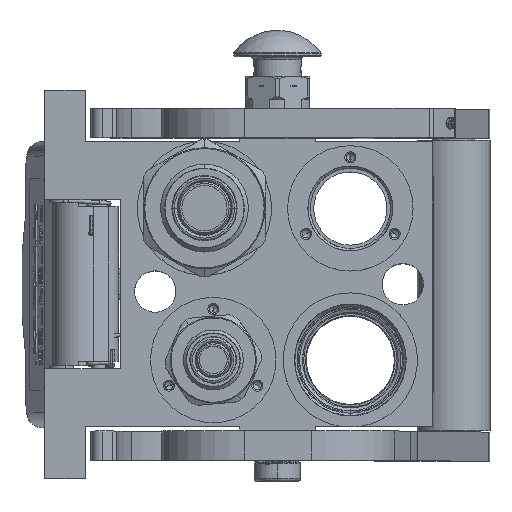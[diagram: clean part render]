
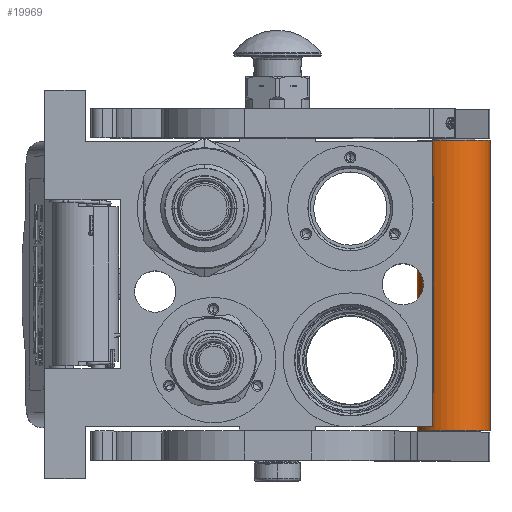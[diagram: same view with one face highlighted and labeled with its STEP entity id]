
A CAD part, top view. The second image highlights one B-rep face of the part: STEP entity #19969.
In plain terms, the highlighted cylindrical face has radius 12.5 mm (diameter 25 mm), a partial arc.
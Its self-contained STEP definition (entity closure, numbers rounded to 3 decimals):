
#296 = CARTESIAN_POINT ( 'NONE',  ( 5.25, -12.5, 0. ) ) ;
#2040 = VECTOR ( 'NONE', #83398, 1000. ) ;
#5856 = LINE ( 'NONE', #79729, #132023 ) ;
#17693 = CARTESIAN_POINT ( 'NONE',  ( 5.25, -12.5, 0. ) ) ;
#19969 = ADVANCED_FACE ( 'NONE', ( #33300 ), #38317, .T. ) ;
#21994 = VERTEX_POINT ( 'NONE', #102511 ) ;
#28140 = DIRECTION ( 'NONE',  ( -1., 0., 0. ) ) ;
#33257 = ORIENTED_EDGE ( 'NONE', *, *, #82449, .F. ) ;
#33300 = FACE_OUTER_BOUND ( 'NONE', #83433, .T. ) ;
#37397 = CARTESIAN_POINT ( 'NONE',  ( 5.25, 12.5, 0. ) ) ;
#38317 = CYLINDRICAL_SURFACE ( 'NONE', #124812, 12.5 ) ;
#41327 = AXIS2_PLACEMENT_3D ( 'NONE', #61961, #28140, #49564 ) ;
#44772 = CARTESIAN_POINT ( 'NONE',  ( -94.25, -12.5, 0. ) ) ;
#48917 = VERTEX_POINT ( 'NONE', #44772 ) ;
#49564 = DIRECTION ( 'NONE',  ( 0., 1., 0. ) ) ;
#51775 = CARTESIAN_POINT ( 'NONE',  ( 5.25, 0., 0. ) ) ;
#61961 = CARTESIAN_POINT ( 'NONE',  ( -94.25, 0., 0. ) ) ;
#62290 = DIRECTION ( 'NONE',  ( -1., 0., 0. ) ) ;
#70205 = DIRECTION ( 'NONE',  ( -1., 0., 0. ) ) ;
#79729 = CARTESIAN_POINT ( 'NONE',  ( 5.25, 12.5, 0. ) ) ;
#81785 = CIRCLE ( 'NONE', #110193, 12.5 ) ;
#82449 = EDGE_CURVE ( 'NONE', #134720, #21994, #5856, .T. ) ;
#83398 = DIRECTION ( 'NONE',  ( -1., 0., 0. ) ) ;
#83433 = EDGE_LOOP ( 'NONE', ( #129404, #119293, #103494, #33257 ) ) ;
#83846 = EDGE_CURVE ( 'NONE', #135389, #48917, #87192, .T. ) ;
#84737 = CIRCLE ( 'NONE', #41327, 12.5 ) ;
#87192 = LINE ( 'NONE', #17693, #2040 ) ;
#89090 = EDGE_CURVE ( 'NONE', #134720, #135389, #81785, .T. ) ;
#102511 = CARTESIAN_POINT ( 'NONE',  ( -94.25, 12.5, 0. ) ) ;
#103494 = ORIENTED_EDGE ( 'NONE', *, *, #107459, .F. ) ;
#107459 = EDGE_CURVE ( 'NONE', #21994, #48917, #84737, .T. ) ;
#110193 = AXIS2_PLACEMENT_3D ( 'NONE', #51775, #62290, #138491 ) ;
#117200 = DIRECTION ( 'NONE',  ( -1., 0., 0. ) ) ;
#119293 = ORIENTED_EDGE ( 'NONE', *, *, #83846, .T. ) ;
#124812 = AXIS2_PLACEMENT_3D ( 'NONE', #137608, #117200, #138576 ) ;
#129404 = ORIENTED_EDGE ( 'NONE', *, *, #89090, .T. ) ;
#132023 = VECTOR ( 'NONE', #70205, 1000. ) ;
#134720 = VERTEX_POINT ( 'NONE', #37397 ) ;
#135389 = VERTEX_POINT ( 'NONE', #296 ) ;
#137608 = CARTESIAN_POINT ( 'NONE',  ( 0., 0., 0. ) ) ;
#138491 = DIRECTION ( 'NONE',  ( 0., 1., 0. ) ) ;
#138576 = DIRECTION ( 'NONE',  ( 0., -1., 0. ) ) ;
